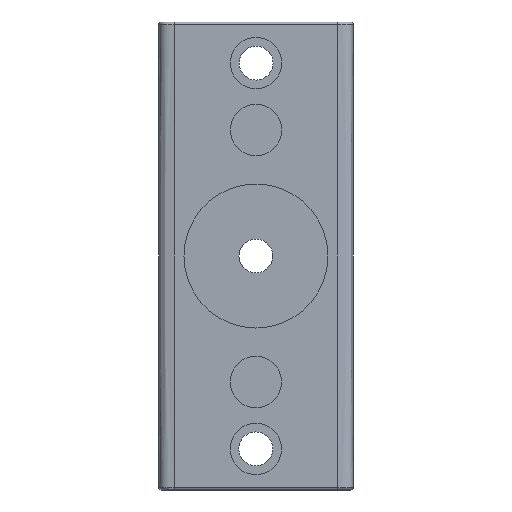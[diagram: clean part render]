
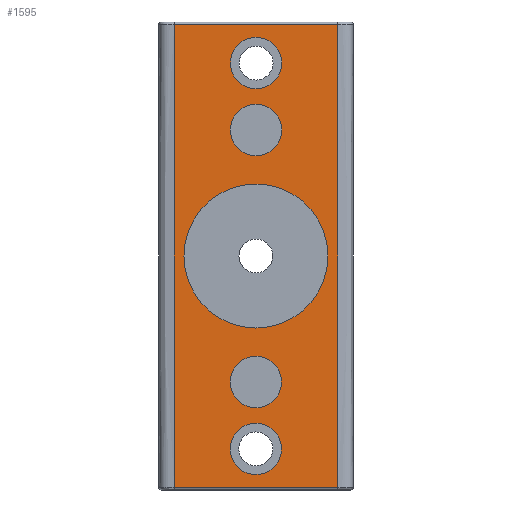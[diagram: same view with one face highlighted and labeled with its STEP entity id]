
A CAD part, front view. The second image highlights one B-rep face of the part: STEP entity #1595.
In plain terms, the highlighted planar face has unit normal (0, -1, 0).
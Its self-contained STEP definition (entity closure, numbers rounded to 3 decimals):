
#34=B_SPLINE_CURVE_WITH_KNOTS('',3,(#2800,#2801,#2802,#2803),
 .UNSPECIFIED.,.F.,.F.,(4,4),(-9.05,-0.05),.UNSPECIFIED.);
#36=B_SPLINE_CURVE_WITH_KNOTS('',3,(#2819,#2820,#2821,#2822),
 .UNSPECIFIED.,.F.,.F.,(4,4),(-9.05,-0.05),.UNSPECIFIED.);
#78=FACE_BOUND('',#300,.T.);
#79=FACE_BOUND('',#301,.T.);
#80=FACE_BOUND('',#302,.T.);
#81=FACE_BOUND('',#303,.T.);
#82=FACE_BOUND('',#304,.T.);
#122=CIRCLE('',#1724,14.);
#123=CIRCLE('',#1725,5.);
#124=CIRCLE('',#1726,5.);
#125=CIRCLE('',#1727,5.);
#126=CIRCLE('',#1728,5.);
#203=FACE_OUTER_BOUND('',#299,.T.);
#299=EDGE_LOOP('',(#1302,#1303,#1304,#1305));
#300=EDGE_LOOP('',(#1306));
#301=EDGE_LOOP('',(#1307));
#302=EDGE_LOOP('',(#1308));
#303=EDGE_LOOP('',(#1309));
#304=EDGE_LOOP('',(#1310));
#448=LINE('',#2617,#598);
#462=LINE('',#2823,#612);
#598=VECTOR('',#2001,10.);
#612=VECTOR('',#2077,10.);
#739=VERTEX_POINT('',#2598);
#740=VERTEX_POINT('',#2615);
#757=VERTEX_POINT('',#2799);
#758=VERTEX_POINT('',#2818);
#759=VERTEX_POINT('',#2824);
#760=VERTEX_POINT('',#2826);
#761=VERTEX_POINT('',#2828);
#762=VERTEX_POINT('',#2830);
#763=VERTEX_POINT('',#2832);
#921=EDGE_CURVE('',#739,#740,#448,.T.);
#953=EDGE_CURVE('',#757,#740,#34,.T.);
#955=EDGE_CURVE('',#758,#739,#36,.T.);
#956=EDGE_CURVE('',#757,#758,#462,.T.);
#957=EDGE_CURVE('',#759,#759,#122,.T.);
#958=EDGE_CURVE('',#760,#760,#123,.T.);
#959=EDGE_CURVE('',#761,#761,#124,.T.);
#960=EDGE_CURVE('',#762,#762,#125,.T.);
#961=EDGE_CURVE('',#763,#763,#126,.T.);
#1302=ORIENTED_EDGE('',*,*,#921,.F.);
#1303=ORIENTED_EDGE('',*,*,#955,.F.);
#1304=ORIENTED_EDGE('',*,*,#956,.F.);
#1305=ORIENTED_EDGE('',*,*,#953,.T.);
#1306=ORIENTED_EDGE('',*,*,#957,.T.);
#1307=ORIENTED_EDGE('',*,*,#958,.T.);
#1308=ORIENTED_EDGE('',*,*,#959,.T.);
#1309=ORIENTED_EDGE('',*,*,#960,.T.);
#1310=ORIENTED_EDGE('',*,*,#961,.T.);
#1529=PLANE('',#1723);
#1595=ADVANCED_FACE('',(#203,#78,#79,#80,#81,#82),#1529,.T.);
#1723=AXIS2_PLACEMENT_3D('',#2817,#2075,#2076);
#1724=AXIS2_PLACEMENT_3D('',#2825,#2078,#2079);
#1725=AXIS2_PLACEMENT_3D('',#2827,#2080,#2081);
#1726=AXIS2_PLACEMENT_3D('',#2829,#2082,#2083);
#1727=AXIS2_PLACEMENT_3D('',#2831,#2084,#2085);
#1728=AXIS2_PLACEMENT_3D('',#2833,#2086,#2087);
#2001=DIRECTION('',(-1.,0.,0.));
#2075=DIRECTION('center_axis',(0.,-1.,0.));
#2076=DIRECTION('ref_axis',(1.,0.,0.));
#2077=DIRECTION('',(1.,0.,0.));
#2078=DIRECTION('center_axis',(0.,1.,0.));
#2079=DIRECTION('ref_axis',(1.,0.,0.));
#2080=DIRECTION('center_axis',(0.,1.,0.));
#2081=DIRECTION('ref_axis',(1.,0.,0.));
#2082=DIRECTION('center_axis',(0.,1.,0.));
#2083=DIRECTION('ref_axis',(1.,0.,0.));
#2084=DIRECTION('center_axis',(0.,1.,0.));
#2085=DIRECTION('ref_axis',(1.,0.,0.));
#2086=DIRECTION('center_axis',(0.,1.,0.));
#2087=DIRECTION('ref_axis',(1.,0.,0.));
#2598=CARTESIAN_POINT('',(21.,-24.322,0.5));
#2615=CARTESIAN_POINT('',(-10.833,-24.322,0.5));
#2617=CARTESIAN_POINT('',(9.813,-24.322,0.5));
#2799=CARTESIAN_POINT('',(-10.833,-24.322,90.5));
#2800=CARTESIAN_POINT('Ctrl Pts',(-10.833,-24.322,90.5));
#2801=CARTESIAN_POINT('Ctrl Pts',(-10.833,-24.322,60.5));
#2802=CARTESIAN_POINT('Ctrl Pts',(-10.833,-24.322,30.5));
#2803=CARTESIAN_POINT('Ctrl Pts',(-10.833,-24.322,0.5));
#2817=CARTESIAN_POINT('Origin',(5.083,-24.322,0.));
#2818=CARTESIAN_POINT('',(21.,-24.322,90.5));
#2819=CARTESIAN_POINT('Ctrl Pts',(21.,-24.322,90.5));
#2820=CARTESIAN_POINT('Ctrl Pts',(21.,-24.322,60.5));
#2821=CARTESIAN_POINT('Ctrl Pts',(21.,-24.322,30.5));
#2822=CARTESIAN_POINT('Ctrl Pts',(21.,-24.322,0.5));
#2823=CARTESIAN_POINT('',(9.813,-24.322,90.5));
#2824=CARTESIAN_POINT('',(-8.93,-24.322,45.5));
#2825=CARTESIAN_POINT('Origin',(5.07,-24.322,45.5));
#2826=CARTESIAN_POINT('',(0.097,-24.322,70.));
#2827=CARTESIAN_POINT('Origin',(5.097,-24.322,70.));
#2828=CARTESIAN_POINT('',(0.097,-24.322,83.));
#2829=CARTESIAN_POINT('Origin',(5.097,-24.322,83.));
#2830=CARTESIAN_POINT('',(0.047,-24.322,21.));
#2831=CARTESIAN_POINT('Origin',(5.047,-24.322,21.));
#2832=CARTESIAN_POINT('',(0.047,-24.322,8.));
#2833=CARTESIAN_POINT('Origin',(5.047,-24.322,8.));
